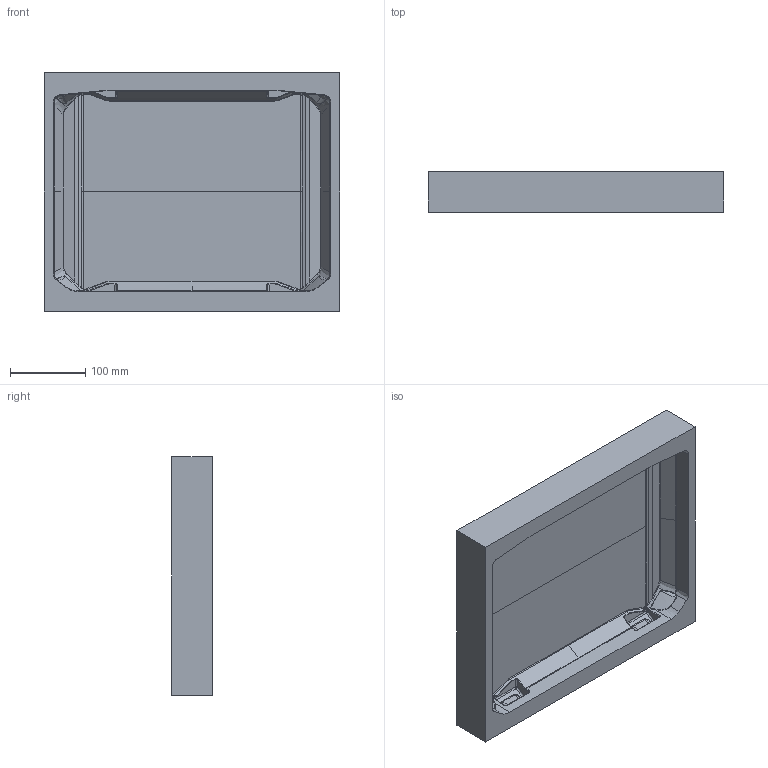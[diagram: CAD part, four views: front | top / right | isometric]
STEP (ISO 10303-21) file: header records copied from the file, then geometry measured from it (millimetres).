
FILE_DESCRIPTION (( 'STEP AP214' ), '1' );
FILE_NAME ('V200 PP TOP TUB 2-5-2024.STEP', '2024-02-12T04:03:19', ( '' ), ( '' ), 'SwSTEP 2.0', 'SolidWorks 2021', '' );
FILE_SCHEMA (( 'AUTOMOTIVE_DESIGN' ));
Length unit declared in the file: millimetre
Products named in the file (1): V200 PP TOP TUB 2-5-2024
Bounding box: 393.48 x 54.5 x 317.18 mm (x, y, z)
Volume: 2828336.4 mm3; surface area: 372868.1 mm2
Topology: 1 solids, 1 shells, 415 faces, 982 edges, 554 vertices
Faces by surface type: bspline 363, plane 52
Entity records: 16390 total; most frequent: CARTESIAN_POINT 10288, ORIENTED_EDGE 1932, EDGE_CURVE 966, VERTEX_POINT 554, B_SPLINE_CURVE_WITH_KNOTS 425, EDGE_LOOP 416, ADVANCED_FACE 415, FACE_OUTER_BOUND 415
